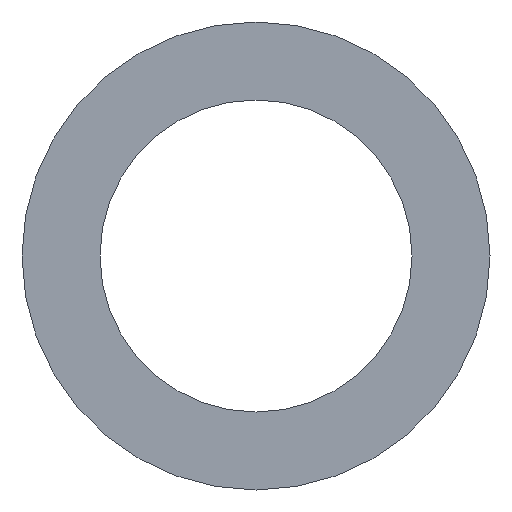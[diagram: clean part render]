
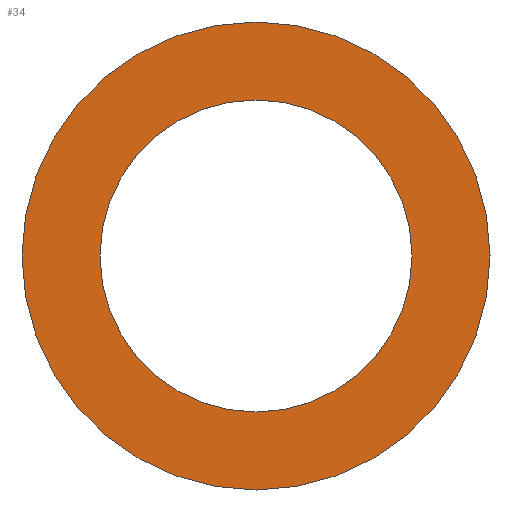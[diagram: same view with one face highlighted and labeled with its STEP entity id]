
A CAD part, front view. The second image highlights one B-rep face of the part: STEP entity #34.
In plain terms, the highlighted planar face has unit normal (0, -1, 0).
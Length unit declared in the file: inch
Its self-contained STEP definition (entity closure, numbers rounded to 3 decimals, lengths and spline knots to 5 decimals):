
#1 = CARTESIAN_POINT ( 'NONE',  ( 0., 0., 0. ) ) ;
#6 = ORIENTED_EDGE ( 'NONE', *, *, #124, .F. ) ;
#11 = FACE_BOUND ( 'NONE', #153, .T. ) ;
#24 = AXIS2_PLACEMENT_3D ( 'NONE', #123, #80, #146 ) ;
#26 = VERTEX_POINT ( 'NONE', #102 ) ;
#27 = VERTEX_POINT ( 'NONE', #162 ) ;
#29 = CARTESIAN_POINT ( 'NONE',  ( 0., 0., 0.375 ) ) ;
#32 = EDGE_LOOP ( 'NONE', ( #6, #112 ) ) ;
#34 = ADVANCED_FACE ( 'NONE', ( #174, #11 ), #161, .F. ) ;
#56 = CARTESIAN_POINT ( 'NONE',  ( 0., 0., 0. ) ) ;
#57 = VERTEX_POINT ( 'NONE', #197 ) ;
#71 = CIRCLE ( 'NONE', #147, 0.375 ) ;
#77 = DIRECTION ( 'NONE',  ( 0., 1., 0. ) ) ;
#79 = DIRECTION ( 'NONE',  ( 0., 0., 1. ) ) ;
#80 = DIRECTION ( 'NONE',  ( 0., 1., 0. ) ) ;
#85 = CIRCLE ( 'NONE', #24, 0.25 ) ;
#95 = CIRCLE ( 'NONE', #191, 0.25 ) ;
#102 = CARTESIAN_POINT ( 'NONE',  ( 0., 0., 0.25 ) ) ;
#112 = ORIENTED_EDGE ( 'NONE', *, *, #211, .F. ) ;
#113 = EDGE_CURVE ( 'NONE', #57, #26, #95, .T. ) ;
#118 = VERTEX_POINT ( 'NONE', #29 ) ;
#119 = DIRECTION ( 'NONE',  ( 0., 0., 1. ) ) ;
#122 = DIRECTION ( 'NONE',  ( 0., 1., 0. ) ) ;
#123 = CARTESIAN_POINT ( 'NONE',  ( 0., 0., 0. ) ) ;
#124 = EDGE_CURVE ( 'NONE', #27, #118, #181, .T. ) ;
#127 = DIRECTION ( 'NONE',  ( 0., 1., 0. ) ) ;
#135 = EDGE_CURVE ( 'NONE', #26, #57, #85, .T. ) ;
#146 = DIRECTION ( 'NONE',  ( 0., 0., 1. ) ) ;
#147 = AXIS2_PLACEMENT_3D ( 'NONE', #1, #127, #189 ) ;
#148 = DIRECTION ( 'NONE',  ( 0., 1., 0. ) ) ;
#153 = EDGE_LOOP ( 'NONE', ( #222, #164 ) ) ;
#161 = PLANE ( 'NONE',  #206 ) ;
#162 = CARTESIAN_POINT ( 'NONE',  ( 0., 0., -0.375 ) ) ;
#164 = ORIENTED_EDGE ( 'NONE', *, *, #135, .T. ) ;
#165 = CARTESIAN_POINT ( 'NONE',  ( 0., 0., 0. ) ) ;
#167 = DIRECTION ( 'NONE',  ( 0., 0., 1. ) ) ;
#174 = FACE_OUTER_BOUND ( 'NONE', #32, .T. ) ;
#181 = CIRCLE ( 'NONE', #217, 0.375 ) ;
#187 = CARTESIAN_POINT ( 'NONE',  ( 0., 0., 0. ) ) ;
#189 = DIRECTION ( 'NONE',  ( 0., 0., 1. ) ) ;
#191 = AXIS2_PLACEMENT_3D ( 'NONE', #187, #148, #79 ) ;
#197 = CARTESIAN_POINT ( 'NONE',  ( 0., 0., -0.25 ) ) ;
#206 = AXIS2_PLACEMENT_3D ( 'NONE', #56, #77, #119 ) ;
#211 = EDGE_CURVE ( 'NONE', #118, #27, #71, .T. ) ;
#217 = AXIS2_PLACEMENT_3D ( 'NONE', #165, #122, #167 ) ;
#222 = ORIENTED_EDGE ( 'NONE', *, *, #113, .T. ) ;
